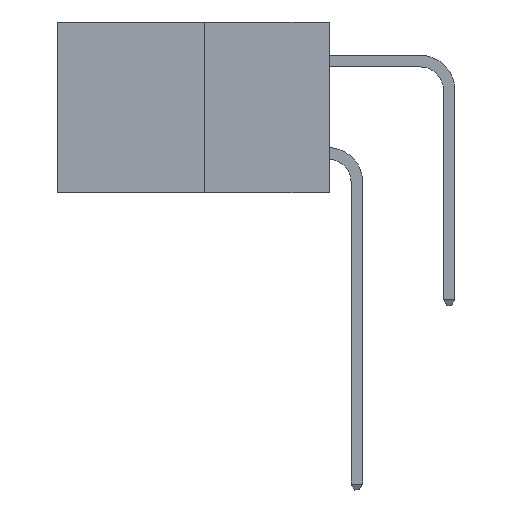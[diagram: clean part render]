
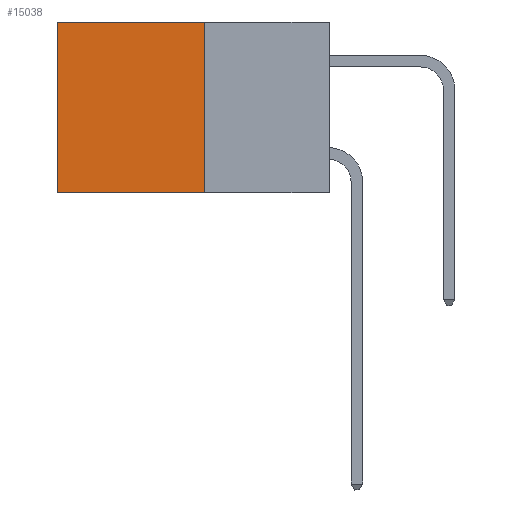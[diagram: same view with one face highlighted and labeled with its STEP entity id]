
A CAD part, left-side view. The second image highlights one B-rep face of the part: STEP entity #15038.
In plain terms, the highlighted planar face has unit normal (-1, 0, 0).
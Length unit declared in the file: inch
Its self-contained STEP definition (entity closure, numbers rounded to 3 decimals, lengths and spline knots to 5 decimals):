
#896 = VERTEX_POINT ( 'NONE', #17361 ) ;
#1647 = CARTESIAN_POINT ( 'NONE',  ( 0.277, 0.59, 0. ) ) ;
#2128 = ORIENTED_EDGE ( 'NONE', *, *, #26118, .F. ) ;
#2708 = AXIS2_PLACEMENT_3D ( 'NONE', #11565, #30093, #14266 ) ;
#3777 = LINE ( 'NONE', #34325, #17124 ) ;
#4159 = VERTEX_POINT ( 'NONE', #19135 ) ;
#5290 = VECTOR ( 'NONE', #17171, 39.37008 ) ;
#5555 = EDGE_CURVE ( 'NONE', #25484, #8917, #3777, .T. ) ;
#6148 = LINE ( 'NONE', #24947, #5290 ) ;
#6820 = VECTOR ( 'NONE', #23659, 39.37008 ) ;
#7958 = CARTESIAN_POINT ( 'NONE',  ( 0.277, 0.27, 0. ) ) ;
#8917 = VERTEX_POINT ( 'NONE', #1647 ) ;
#10790 = ORIENTED_EDGE ( 'NONE', *, *, #31601, .F. ) ;
#11565 = CARTESIAN_POINT ( 'NONE',  ( 0.277, 0.27, -0.37 ) ) ;
#11956 = VECTOR ( 'NONE', #15245, 39.37008 ) ;
#14266 = DIRECTION ( 'NONE',  ( 0., 0., -1. ) ) ;
#15038 = ADVANCED_FACE ( 'NONE', ( #29147 ), #27455, .F. ) ;
#15245 = DIRECTION ( 'NONE',  ( 0., 0., -1. ) ) ;
#17124 = VECTOR ( 'NONE', #34217, 39.37008 ) ;
#17171 = DIRECTION ( 'NONE',  ( 0., 0., -1. ) ) ;
#17361 = CARTESIAN_POINT ( 'NONE',  ( 0.277, 0.27, -0.37 ) ) ;
#17876 = CARTESIAN_POINT ( 'NONE',  ( 0.277, 0.27, -0.37 ) ) ;
#19135 = CARTESIAN_POINT ( 'NONE',  ( 0.277, 0.59, -0.37 ) ) ;
#23135 = EDGE_CURVE ( 'NONE', #8917, #4159, #6148, .T. ) ;
#23659 = DIRECTION ( 'NONE',  ( 0., 1., 0. ) ) ;
#24386 = ORIENTED_EDGE ( 'NONE', *, *, #23135, .T. ) ;
#24947 = CARTESIAN_POINT ( 'NONE',  ( 0.277, 0.59, -0.37 ) ) ;
#25484 = VERTEX_POINT ( 'NONE', #7958 ) ;
#26055 = LINE ( 'NONE', #17876, #11956 ) ;
#26118 = EDGE_CURVE ( 'NONE', #896, #4159, #28043, .T. ) ;
#27455 = PLANE ( 'NONE',  #2708 ) ;
#28043 = LINE ( 'NONE', #28870, #6820 ) ;
#28870 = CARTESIAN_POINT ( 'NONE',  ( 0.277, 0.27, -0.37 ) ) ;
#29120 = EDGE_LOOP ( 'NONE', ( #24386, #2128, #10790, #30522 ) ) ;
#29147 = FACE_OUTER_BOUND ( 'NONE', #29120, .T. ) ;
#30093 = DIRECTION ( 'NONE',  ( 1., 0., 0. ) ) ;
#30522 = ORIENTED_EDGE ( 'NONE', *, *, #5555, .T. ) ;
#31601 = EDGE_CURVE ( 'NONE', #25484, #896, #26055, .T. ) ;
#34217 = DIRECTION ( 'NONE',  ( 0., 1., 0. ) ) ;
#34325 = CARTESIAN_POINT ( 'NONE',  ( 0.277, 0.27, 0. ) ) ;
